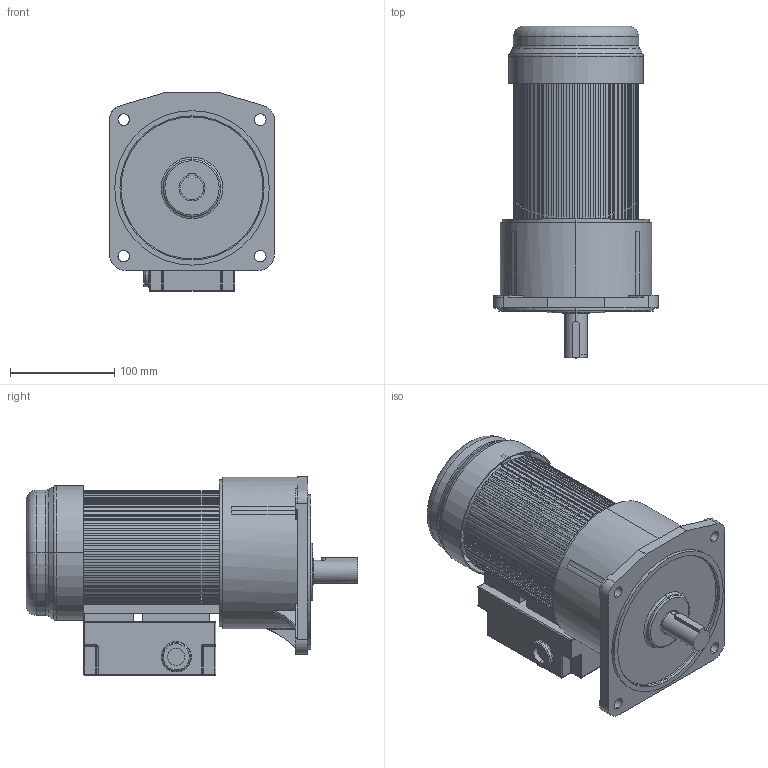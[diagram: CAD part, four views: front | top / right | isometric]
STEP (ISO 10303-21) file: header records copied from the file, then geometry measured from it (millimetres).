
FILE_DESCRIPTION (( 'STEP AP214' ), '1' );
FILE_NAME ('GV-22-200-i-A-B-G3-TR.STEP', '2023-09-15T07:25:51', ( '' ), ( '' ), 'SwSTEP 2.0', 'SolidWorks 2021', '' );
FILE_SCHEMA (( 'AUTOMOTIVE_DESIGN' ));
Length unit declared in the file: millimetre
Products named in the file (7): PRT0003_蕼偞; 煞車接線盒DOWN-UP_預設; PRT0006_蕼偞; GV-22-200-i-A-B-G3-TR; GV22_蕼偞; GV-22-200-i-A-G3-TR(2)_蕼偞; PRT0002_蕼偞
Assembly tree (6 placements, depth 3):
  GV-22-200-i-A-B-G3-TR
    GV-22-200-i-A-G3-TR(2)_蕼偞
      GV22_蕼偞
      PRT0002_蕼偞
      PRT0003_蕼偞
      PRT0006_蕼偞
    煞車接線盒DOWN-UP_預設
Bounding box: 158 x 317.91 x 189.83 mm (x, y, z)
Volume: 1646654.8 mm3; surface area: 505919 mm2
Topology: 5 solids, 6 shells, 1340 faces, 4020 edges, 2610 vertices
Faces by surface type: plane 905, cylinder 357, torus 54, sphere 20, cone 4
Entity records: 46001 total; most frequent: CARTESIAN_POINT 8628, ORIENTED_EDGE 8000, DIRECTION 7530, EDGE_CURVE 4000, LINE 3028, VECTOR 3028, VERTEX_POINT 2610, AXIS2_PLACEMENT_3D 2251
